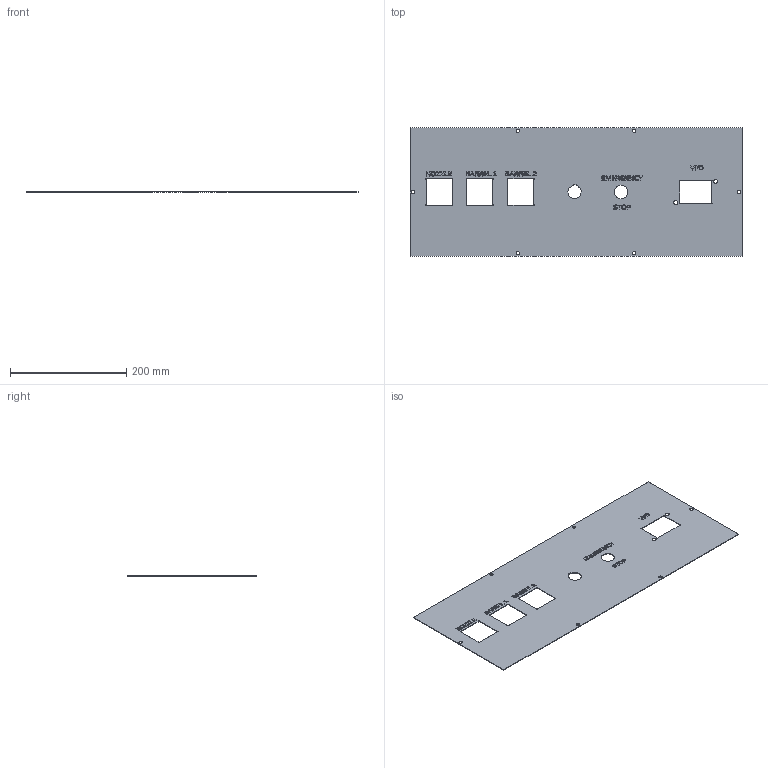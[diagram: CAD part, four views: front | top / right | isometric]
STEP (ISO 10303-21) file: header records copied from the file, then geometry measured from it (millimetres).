
FILE_DESCRIPTION (( 'STEP AP214' ), '1' );
FILE_NAME ('EXTPRO-V1 2100.02-A Front.STEP', '2019-12-09T16:33:46', ( '' ), ( '' ), 'SwSTEP 2.0', 'SolidWorks 2019', '' );
FILE_SCHEMA (( 'AUTOMOTIVE_DESIGN' ));
Length unit declared in the file: millimetre
Products named in the file (1): EXTPRO-V1 2100.02-A Front
Bounding box: 570 x 220 x 1 mm (x, y, z)
Volume: 115724 mm3; surface area: 235458.3 mm2
Topology: 1 solids, 1 shells, 697 faces, 1932 edges, 1288 vertices
Faces by surface type: bspline 341, plane 311, cylinder 45
Entity records: 34912 total; most frequent: CARTESIAN_POINT 19251, ORIENTED_EDGE 3864, DIRECTION 2054, EDGE_CURVE 1932, VERTEX_POINT 1288, VECTOR 1160, LINE 1160, EDGE_LOOP 776
